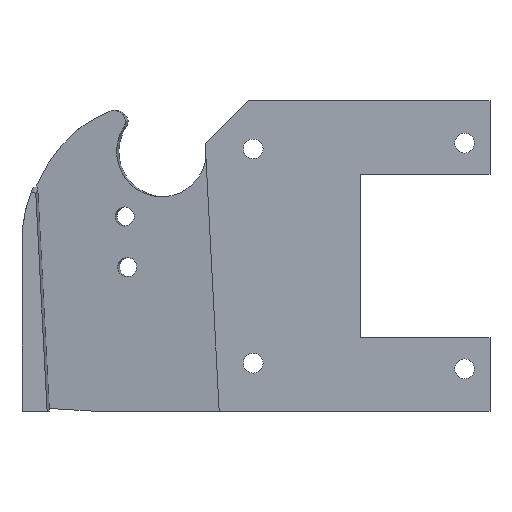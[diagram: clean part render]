
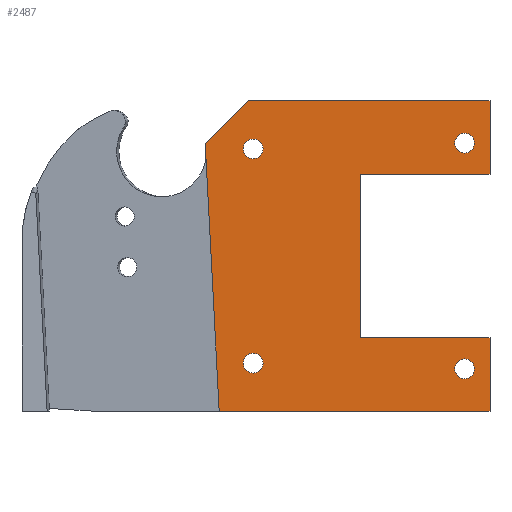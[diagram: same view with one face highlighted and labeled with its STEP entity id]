
A CAD part, left-side view. The second image highlights one B-rep face of the part: STEP entity #2487.
In plain terms, the highlighted planar face has unit normal (-1, 0, 0).
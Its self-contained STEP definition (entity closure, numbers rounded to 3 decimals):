
#70=CARTESIAN_POINT('Vertex',(30.994,24.303,21.709)) ;
#73=CARTESIAN_POINT('Axis2P3D Location',(30.994,26.053,21.709)) ;
#77=CARTESIAN_POINT('Vertex',(30.994,27.803,21.709)) ;
#97=CARTESIAN_POINT('Axis2P3D Location',(30.994,26.053,21.709)) ;
#127=CARTESIAN_POINT('Vertex',(30.994,24.303,-16.291)) ;
#130=CARTESIAN_POINT('Axis2P3D Location',(30.994,26.053,-16.291)) ;
#134=CARTESIAN_POINT('Vertex',(30.994,27.803,-16.291)) ;
#154=CARTESIAN_POINT('Axis2P3D Location',(30.994,26.053,-16.291)) ;
#638=CARTESIAN_POINT('Vertex',(30.994,-15.947,17.21)) ;
#643=CARTESIAN_POINT('Line Origine',(30.994,-4.483,17.21)) ;
#647=CARTESIAN_POINT('Vertex',(30.994,6.98,17.21)) ;
#694=CARTESIAN_POINT('Vertex',(30.994,-15.947,30.209)) ;
#697=CARTESIAN_POINT('Line Origine',(30.994,-15.947,23.709)) ;
#752=CARTESIAN_POINT('Vertex',(30.994,6.98,-11.793)) ;
#757=CARTESIAN_POINT('Line Origine',(30.994,-4.483,-11.793)) ;
#761=CARTESIAN_POINT('Vertex',(30.994,-15.947,-11.793)) ;
#783=CARTESIAN_POINT('Line Origine',(30.994,-15.947,-18.292)) ;
#787=CARTESIAN_POINT('Vertex',(30.994,-15.947,-24.791)) ;
#862=CARTESIAN_POINT('Line Origine',(30.994,6.98,2.709)) ;
#894=CARTESIAN_POINT('Vertex',(30.994,-13.197,22.709)) ;
#897=CARTESIAN_POINT('Axis2P3D Location',(30.994,-11.447,22.709)) ;
#901=CARTESIAN_POINT('Vertex',(30.994,-9.697,22.709)) ;
#921=CARTESIAN_POINT('Axis2P3D Location',(30.994,-11.447,22.709)) ;
#951=CARTESIAN_POINT('Vertex',(30.994,-13.197,-17.291)) ;
#954=CARTESIAN_POINT('Axis2P3D Location',(30.994,-11.447,-17.291)) ;
#958=CARTESIAN_POINT('Vertex',(30.994,-9.697,-17.291)) ;
#978=CARTESIAN_POINT('Axis2P3D Location',(30.994,-11.447,-17.291)) ;
#1133=CARTESIAN_POINT('Vertex',(30.994,32.081,-24.791)) ;
#1148=CARTESIAN_POINT('Line Origine',(30.994,8.067,-24.791)) ;
#1737=CARTESIAN_POINT('Axis2P3D Location',(30.994,0.,0.)) ;
#2441=CARTESIAN_POINT('Line Origine',(30.994,30.748,26.407)) ;
#2445=CARTESIAN_POINT('Vertex',(30.994,34.565,22.606)) ;
#2447=CARTESIAN_POINT('Vertex',(30.994,26.932,30.209)) ;
#2450=CARTESIAN_POINT('Line Origine',(30.994,33.323,-1.093)) ;
#2455=CARTESIAN_POINT('Line Origine',(30.994,5.493,30.209)) ;
#74=DIRECTION('Axis2P3D Direction',(1.,0.,0.)) ;
#98=DIRECTION('Axis2P3D Direction',(1.,0.,0.)) ;
#131=DIRECTION('Axis2P3D Direction',(1.,0.,0.)) ;
#155=DIRECTION('Axis2P3D Direction',(1.,0.,0.)) ;
#644=DIRECTION('Vector Direction',(0.,1.,0.)) ;
#698=DIRECTION('Vector Direction',(0.,0.,-1.)) ;
#758=DIRECTION('Vector Direction',(0.,-1.,0.)) ;
#784=DIRECTION('Vector Direction',(0.,0.,-1.)) ;
#863=DIRECTION('Vector Direction',(0.,0.,-1.)) ;
#898=DIRECTION('Axis2P3D Direction',(1.,0.,0.)) ;
#922=DIRECTION('Axis2P3D Direction',(1.,0.,0.)) ;
#955=DIRECTION('Axis2P3D Direction',(1.,0.,0.)) ;
#979=DIRECTION('Axis2P3D Direction',(1.,0.,0.)) ;
#1149=DIRECTION('Vector Direction',(0.,-1.,0.)) ;
#1738=DIRECTION('Axis2P3D Direction',(1.,0.,0.)) ;
#1739=DIRECTION('Axis2P3D XDirection',(0.,1.,0.)) ;
#2442=DIRECTION('Vector Direction',(0.,0.708,-0.706)) ;
#2451=DIRECTION('Vector Direction',(0.,-0.052,-0.999)) ;
#2456=DIRECTION('Vector Direction',(0.,1.,0.)) ;
#75=AXIS2_PLACEMENT_3D('Circle Axis2P3D',#73,#74,$) ;
#99=AXIS2_PLACEMENT_3D('Circle Axis2P3D',#97,#98,$) ;
#132=AXIS2_PLACEMENT_3D('Circle Axis2P3D',#130,#131,$) ;
#156=AXIS2_PLACEMENT_3D('Circle Axis2P3D',#154,#155,$) ;
#899=AXIS2_PLACEMENT_3D('Circle Axis2P3D',#897,#898,$) ;
#923=AXIS2_PLACEMENT_3D('Circle Axis2P3D',#921,#922,$) ;
#956=AXIS2_PLACEMENT_3D('Circle Axis2P3D',#954,#955,$) ;
#980=AXIS2_PLACEMENT_3D('Circle Axis2P3D',#978,#979,$) ;
#1740=AXIS2_PLACEMENT_3D('Plane Axis2P3D',#1737,#1738,#1739) ;
#2461=ORIENTED_EDGE('',*,*,#2449,.F.) ;
#2462=ORIENTED_EDGE('',*,*,#2454,.T.) ;
#2463=ORIENTED_EDGE('',*,*,#1152,.F.) ;
#2464=ORIENTED_EDGE('',*,*,#789,.F.) ;
#2465=ORIENTED_EDGE('',*,*,#763,.F.) ;
#2466=ORIENTED_EDGE('',*,*,#866,.F.) ;
#2467=ORIENTED_EDGE('',*,*,#649,.F.) ;
#2468=ORIENTED_EDGE('',*,*,#701,.F.) ;
#2469=ORIENTED_EDGE('',*,*,#2459,.F.) ;
#2472=ORIENTED_EDGE('',*,*,#960,.T.) ;
#2473=ORIENTED_EDGE('',*,*,#982,.T.) ;
#2476=ORIENTED_EDGE('',*,*,#136,.T.) ;
#2477=ORIENTED_EDGE('',*,*,#158,.T.) ;
#2480=ORIENTED_EDGE('',*,*,#79,.T.) ;
#2481=ORIENTED_EDGE('',*,*,#101,.T.) ;
#2484=ORIENTED_EDGE('',*,*,#903,.T.) ;
#2485=ORIENTED_EDGE('',*,*,#925,.T.) ;
#2474=FACE_BOUND('',#2471,.T.) ;
#2478=FACE_BOUND('',#2475,.T.) ;
#2482=FACE_BOUND('',#2479,.T.) ;
#2486=FACE_BOUND('',#2483,.T.) ;
#645=VECTOR('Line Direction',#644,1.) ;
#699=VECTOR('Line Direction',#698,1.) ;
#759=VECTOR('Line Direction',#758,1.) ;
#785=VECTOR('Line Direction',#784,1.) ;
#864=VECTOR('Line Direction',#863,1.) ;
#1150=VECTOR('Line Direction',#1149,1.) ;
#2443=VECTOR('Line Direction',#2442,1.) ;
#2452=VECTOR('Line Direction',#2451,1.) ;
#2457=VECTOR('Line Direction',#2456,1.) ;
#2487=ADVANCED_FACE('Corps principal',(#2470,#2474,#2478,#2482,#2486),#1741,.F.) ;
#76=CIRCLE('generated circle',#75,1.75) ;
#100=CIRCLE('generated circle',#99,1.75) ;
#133=CIRCLE('generated circle',#132,1.75) ;
#157=CIRCLE('generated circle',#156,1.75) ;
#900=CIRCLE('generated circle',#899,1.75) ;
#924=CIRCLE('generated circle',#923,1.75) ;
#957=CIRCLE('generated circle',#956,1.75) ;
#981=CIRCLE('generated circle',#980,1.75) ;
#79=EDGE_CURVE('',#78,#71,#76,.T.) ;
#101=EDGE_CURVE('',#71,#78,#100,.T.) ;
#136=EDGE_CURVE('',#135,#128,#133,.T.) ;
#158=EDGE_CURVE('',#128,#135,#157,.T.) ;
#649=EDGE_CURVE('',#639,#648,#646,.T.) ;
#701=EDGE_CURVE('',#695,#639,#700,.T.) ;
#763=EDGE_CURVE('',#753,#762,#760,.T.) ;
#789=EDGE_CURVE('',#762,#788,#786,.T.) ;
#866=EDGE_CURVE('',#648,#753,#865,.T.) ;
#903=EDGE_CURVE('',#902,#895,#900,.T.) ;
#925=EDGE_CURVE('',#895,#902,#924,.T.) ;
#960=EDGE_CURVE('',#959,#952,#957,.T.) ;
#982=EDGE_CURVE('',#952,#959,#981,.T.) ;
#1152=EDGE_CURVE('',#788,#1134,#1151,.F.) ;
#2449=EDGE_CURVE('',#2446,#2448,#2444,.F.) ;
#2454=EDGE_CURVE('',#2446,#1134,#2453,.T.) ;
#2459=EDGE_CURVE('',#2448,#695,#2458,.F.) ;
#2460=EDGE_LOOP('',(#2461,#2462,#2463,#2464,#2465,#2466,#2467,#2468,#2469)) ;
#2471=EDGE_LOOP('',(#2472,#2473)) ;
#2475=EDGE_LOOP('',(#2476,#2477)) ;
#2479=EDGE_LOOP('',(#2480,#2481)) ;
#2483=EDGE_LOOP('',(#2484,#2485)) ;
#2470=FACE_OUTER_BOUND('',#2460,.T.) ;
#646=LINE('Line',#643,#645) ;
#700=LINE('Line',#697,#699) ;
#760=LINE('Line',#757,#759) ;
#786=LINE('Line',#783,#785) ;
#865=LINE('Line',#862,#864) ;
#1151=LINE('Line',#1148,#1150) ;
#2444=LINE('Line',#2441,#2443) ;
#2453=LINE('Line',#2450,#2452) ;
#2458=LINE('Line',#2455,#2457) ;
#1741=PLANE('',#1740) ;
#71=VERTEX_POINT('',#70) ;
#78=VERTEX_POINT('',#77) ;
#128=VERTEX_POINT('',#127) ;
#135=VERTEX_POINT('',#134) ;
#639=VERTEX_POINT('',#638) ;
#648=VERTEX_POINT('',#647) ;
#695=VERTEX_POINT('',#694) ;
#753=VERTEX_POINT('',#752) ;
#762=VERTEX_POINT('',#761) ;
#788=VERTEX_POINT('',#787) ;
#895=VERTEX_POINT('',#894) ;
#902=VERTEX_POINT('',#901) ;
#952=VERTEX_POINT('',#951) ;
#959=VERTEX_POINT('',#958) ;
#1134=VERTEX_POINT('',#1133) ;
#2446=VERTEX_POINT('',#2445) ;
#2448=VERTEX_POINT('',#2447) ;
